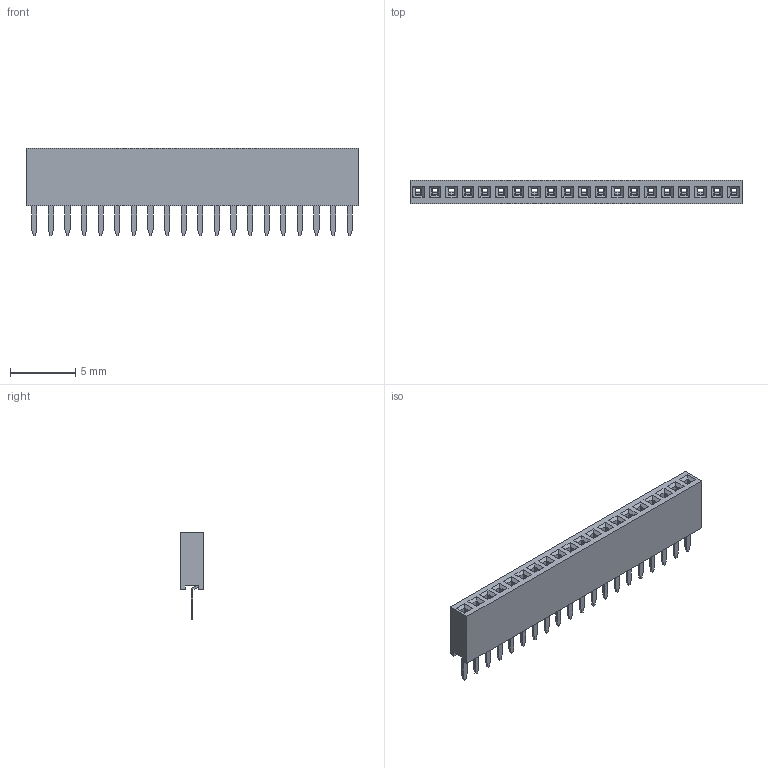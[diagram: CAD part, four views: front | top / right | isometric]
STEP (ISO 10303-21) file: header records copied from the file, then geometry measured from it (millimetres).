
FILE_DESCRIPTION(('STEP AP214'), '1');
FILE_NAME('PBS1.27', '', ('UNSPECIFIED'), ('UNSPECIFIED'), 'ASCON STEP Converter 1.6', 'ASCON Math Kernel', '');
FILE_SCHEMA(('AUTOMOTIVE_DESIGN { 1 0 10303 214 3 1 1}'));
Length unit declared in the file: millimetre
Bounding box: 25.4 x 1.8 x 6.7 mm (x, y, z)
Volume: 144.1 mm3; surface area: 1012.3 mm2
Topology: 21 solids, 21 shells, 1250 faces, 3304 edges, 2096 vertices
Faces by surface type: plane 1070, cylinder 180
Entity records: 48008 total; most frequent: CARTESIAN_POINT 6651, ORIENTED_EDGE 6608, DIRECTION 6166, EDGE_CURVE 3304, LINE 2944, VECTOR 2944, VERTEX_POINT 2096, AXIS2_PLACEMENT_3D 1611
